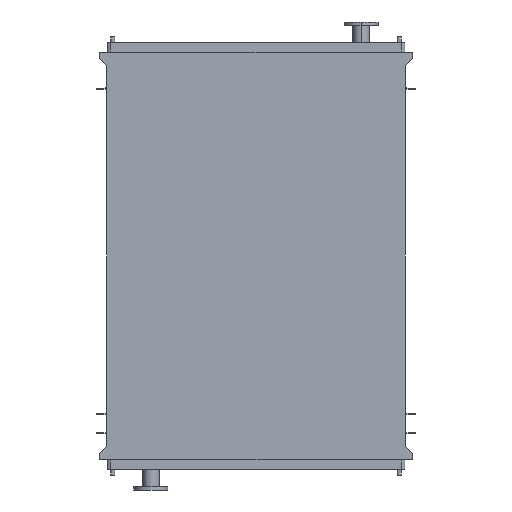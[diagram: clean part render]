
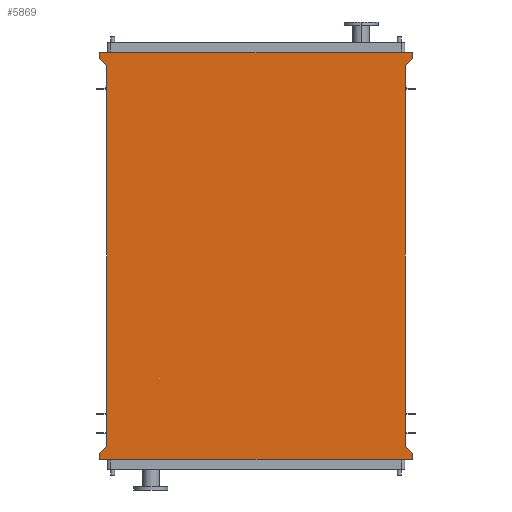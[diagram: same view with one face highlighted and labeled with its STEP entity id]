
A CAD part, front view. The second image highlights one B-rep face of the part: STEP entity #5869.
In plain terms, the highlighted planar face has unit normal (0, -1, 0).
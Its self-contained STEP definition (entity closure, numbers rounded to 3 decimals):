
#347 = CARTESIAN_POINT ( 'NONE',  ( -1011., 0., 95. ) ) ;
#430 = CARTESIAN_POINT ( 'NONE',  ( 1011., 0., 95. ) ) ;
#518 = VERTEX_POINT ( 'NONE', #430 ) ;
#530 = ORIENTED_EDGE ( 'NONE', *, *, #13257, .F. ) ;
#785 = DIRECTION ( 'NONE',  ( 0., 0., -1. ) ) ;
#1032 = VERTEX_POINT ( 'NONE', #4531 ) ;
#1130 = CARTESIAN_POINT ( 'NONE',  ( -1011., 0., 53. ) ) ;
#1378 = CARTESIAN_POINT ( 'NONE',  ( 1011., 0., -2545. ) ) ;
#1480 = DIRECTION ( 'NONE',  ( 0., -1., 0. ) ) ;
#1483 = VECTOR ( 'NONE', #6826, 1000. ) ;
#1551 = LINE ( 'NONE', #347, #11692 ) ;
#1834 = CARTESIAN_POINT ( 'NONE',  ( -1011., 0., 53. ) ) ;
#2062 = LINE ( 'NONE', #3020, #1483 ) ;
#2105 = VERTEX_POINT ( 'NONE', #7734 ) ;
#2411 = VERTEX_POINT ( 'NONE', #10865 ) ;
#2628 = DIRECTION ( 'NONE',  ( 0., 0., 1. ) ) ;
#2695 = EDGE_CURVE ( 'NONE', #11442, #10127, #12773, .T. ) ;
#2825 = CARTESIAN_POINT ( 'NONE',  ( -965., 0., -2450. ) ) ;
#2928 = LINE ( 'NONE', #11564, #5283 ) ;
#3020 = CARTESIAN_POINT ( 'NONE',  ( -965., 0., -2450. ) ) ;
#3287 = VECTOR ( 'NONE', #12467, 1000. ) ;
#3811 = CARTESIAN_POINT ( 'NONE',  ( 965., 0., -2450. ) ) ;
#3814 = AXIS2_PLACEMENT_3D ( 'NONE', #2825, #1480, #10165 ) ;
#3993 = DIRECTION ( 'NONE',  ( 1., 0., 0. ) ) ;
#4119 = EDGE_LOOP ( 'NONE', ( #11617, #14714, #11947, #8948, #15697, #4257, #6708, #10606, #11012, #530, #14177, #15337 ) ) ;
#4156 = PLANE ( 'NONE',  #3814 ) ;
#4180 = DIRECTION ( 'NONE',  ( 0.655, 0., -0.755 ) ) ;
#4257 = ORIENTED_EDGE ( 'NONE', *, *, #11337, .F. ) ;
#4446 = DIRECTION ( 'NONE',  ( -0.655, 0., 0.755 ) ) ;
#4531 = CARTESIAN_POINT ( 'NONE',  ( 1011., 0., 53. ) ) ;
#5269 = FACE_OUTER_BOUND ( 'NONE', #4119, .T. ) ;
#5283 = VECTOR ( 'NONE', #785, 1000. ) ;
#5288 = CARTESIAN_POINT ( 'NONE',  ( -965., 0., 0. ) ) ;
#5307 = LINE ( 'NONE', #7707, #7123 ) ;
#5477 = CARTESIAN_POINT ( 'NONE',  ( -1011., 0., -2503. ) ) ;
#5598 = EDGE_CURVE ( 'NONE', #10908, #10151, #5307, .T. ) ;
#5869 = ADVANCED_FACE ( 'NONE', ( #5269 ), #4156, .T. ) ;
#6411 = CARTESIAN_POINT ( 'NONE',  ( 1011., 0., -2545. ) ) ;
#6662 = DIRECTION ( 'NONE',  ( 0., 0., 1. ) ) ;
#6708 = ORIENTED_EDGE ( 'NONE', *, *, #12823, .F. ) ;
#6826 = DIRECTION ( 'NONE',  ( 0., 0., 1. ) ) ;
#6947 = VECTOR ( 'NONE', #4180, 1000. ) ;
#7123 = VECTOR ( 'NONE', #12602, 1000. ) ;
#7586 = VECTOR ( 'NONE', #4446, 1000. ) ;
#7707 = CARTESIAN_POINT ( 'NONE',  ( -1011., 0., -2503. ) ) ;
#7734 = CARTESIAN_POINT ( 'NONE',  ( 1011., 0., -2503. ) ) ;
#7981 = VERTEX_POINT ( 'NONE', #6411 ) ;
#8077 = VECTOR ( 'NONE', #6662, 1000. ) ;
#8165 = EDGE_CURVE ( 'NONE', #2411, #2105, #9049, .T. ) ;
#8212 = CARTESIAN_POINT ( 'NONE',  ( -965., 0., -2450. ) ) ;
#8327 = LINE ( 'NONE', #11855, #8644 ) ;
#8644 = VECTOR ( 'NONE', #10816, 1000. ) ;
#8711 = VERTEX_POINT ( 'NONE', #10383 ) ;
#8927 = LINE ( 'NONE', #13584, #14679 ) ;
#8948 = ORIENTED_EDGE ( 'NONE', *, *, #13576, .F. ) ;
#9049 = LINE ( 'NONE', #14034, #6947 ) ;
#9524 = DIRECTION ( 'NONE',  ( -1., 0., 0. ) ) ;
#9670 = LINE ( 'NONE', #1378, #3287 ) ;
#9883 = LINE ( 'NONE', #3811, #10656 ) ;
#9938 = EDGE_CURVE ( 'NONE', #10151, #12443, #8927, .T. ) ;
#10051 = DIRECTION ( 'NONE',  ( 0.655, 0., 0.755 ) ) ;
#10127 = VERTEX_POINT ( 'NONE', #11743 ) ;
#10151 = VERTEX_POINT ( 'NONE', #5477 ) ;
#10165 = DIRECTION ( 'NONE',  ( 0., 0., -1. ) ) ;
#10383 = CARTESIAN_POINT ( 'NONE',  ( 965., 0., 0. ) ) ;
#10606 = ORIENTED_EDGE ( 'NONE', *, *, #9938, .F. ) ;
#10656 = VECTOR ( 'NONE', #2628, 1000. ) ;
#10816 = DIRECTION ( 'NONE',  ( -0.655, 0., -0.755 ) ) ;
#10865 = CARTESIAN_POINT ( 'NONE',  ( 965., 0., -2450. ) ) ;
#10908 = VERTEX_POINT ( 'NONE', #15425 ) ;
#11012 = ORIENTED_EDGE ( 'NONE', *, *, #5598, .F. ) ;
#11337 = EDGE_CURVE ( 'NONE', #12090, #11442, #12939, .T. ) ;
#11442 = VERTEX_POINT ( 'NONE', #1130 ) ;
#11564 = CARTESIAN_POINT ( 'NONE',  ( 1011., 0., 95. ) ) ;
#11617 = ORIENTED_EDGE ( 'NONE', *, *, #11706, .T. ) ;
#11692 = VECTOR ( 'NONE', #3993, 1000. ) ;
#11706 = EDGE_CURVE ( 'NONE', #2411, #8711, #9883, .T. ) ;
#11743 = CARTESIAN_POINT ( 'NONE',  ( -1011., 0., 95. ) ) ;
#11791 = EDGE_CURVE ( 'NONE', #518, #1032, #2928, .T. ) ;
#11821 = CARTESIAN_POINT ( 'NONE',  ( -965., 0., 0. ) ) ;
#11855 = CARTESIAN_POINT ( 'NONE',  ( 1011., 0., 53. ) ) ;
#11947 = ORIENTED_EDGE ( 'NONE', *, *, #11791, .F. ) ;
#12090 = VERTEX_POINT ( 'NONE', #5288 ) ;
#12443 = VERTEX_POINT ( 'NONE', #8212 ) ;
#12467 = DIRECTION ( 'NONE',  ( 0., 0., -1. ) ) ;
#12602 = DIRECTION ( 'NONE',  ( 0., 0., 1. ) ) ;
#12773 = LINE ( 'NONE', #1834, #8077 ) ;
#12823 = EDGE_CURVE ( 'NONE', #12443, #12090, #2062, .T. ) ;
#12939 = LINE ( 'NONE', #11821, #7586 ) ;
#13257 = EDGE_CURVE ( 'NONE', #7981, #10908, #15776, .T. ) ;
#13459 = CARTESIAN_POINT ( 'NONE',  ( -1011., 0., -2545. ) ) ;
#13576 = EDGE_CURVE ( 'NONE', #10127, #518, #1551, .T. ) ;
#13584 = CARTESIAN_POINT ( 'NONE',  ( -965., 0., -2450. ) ) ;
#14034 = CARTESIAN_POINT ( 'NONE',  ( 1011., 0., -2503. ) ) ;
#14177 = ORIENTED_EDGE ( 'NONE', *, *, #14731, .F. ) ;
#14242 = VECTOR ( 'NONE', #9524, 1000. ) ;
#14385 = EDGE_CURVE ( 'NONE', #1032, #8711, #8327, .T. ) ;
#14679 = VECTOR ( 'NONE', #10051, 1000. ) ;
#14714 = ORIENTED_EDGE ( 'NONE', *, *, #14385, .F. ) ;
#14731 = EDGE_CURVE ( 'NONE', #2105, #7981, #9670, .T. ) ;
#15337 = ORIENTED_EDGE ( 'NONE', *, *, #8165, .F. ) ;
#15425 = CARTESIAN_POINT ( 'NONE',  ( -1011., 0., -2545. ) ) ;
#15697 = ORIENTED_EDGE ( 'NONE', *, *, #2695, .F. ) ;
#15776 = LINE ( 'NONE', #13459, #14242 ) ;
